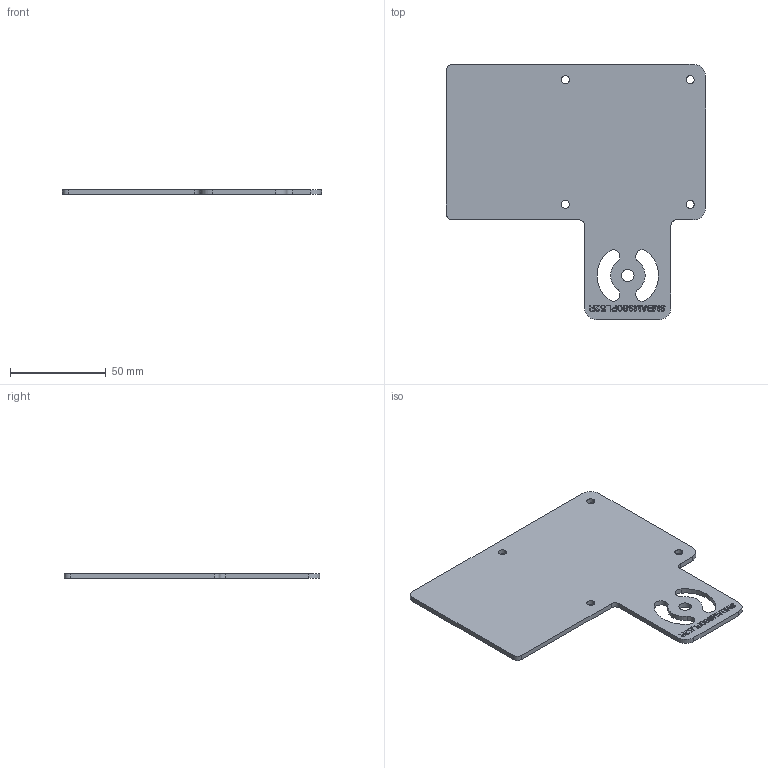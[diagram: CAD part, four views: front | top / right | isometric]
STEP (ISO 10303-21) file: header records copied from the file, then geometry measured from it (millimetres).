
FILE_DESCRIPTION((''),'2;1');
FILE_NAME('155377_SW','2011-05-05T',('banengservice'),('BANNER ENGINEERING'),'PRO/ENGINEER BY PARAMETRIC TECHNOLOGY CORPORATION, 2009141','PRO/ENGINEER BY PARAMETRIC TECHNOLOGY CORPORATION, 2009141','');
FILE_SCHEMA(('CONFIG_CONTROL_DESIGN'));
Length unit declared in the file: inch
Products named in the file (1): 155377_SW
Bounding box: 135 x 133 x 2.6 mm (x, y, z)
Volume: 33158.8 mm3; surface area: 27470 mm2
Topology: 1 solids, 1 shells, 475 faces, 1356 edges, 904 vertices
Faces by surface type: plane 449, cylinder 26
Entity records: 15270 total; most frequent: CARTESIAN_POINT 2735, ORIENTED_EDGE 2712, DIRECTION 2358, EDGE_CURVE 1356, VECTOR 1304, LINE 1304, VERTEX_POINT 904, AXIS2_PLACEMENT_3D 527
